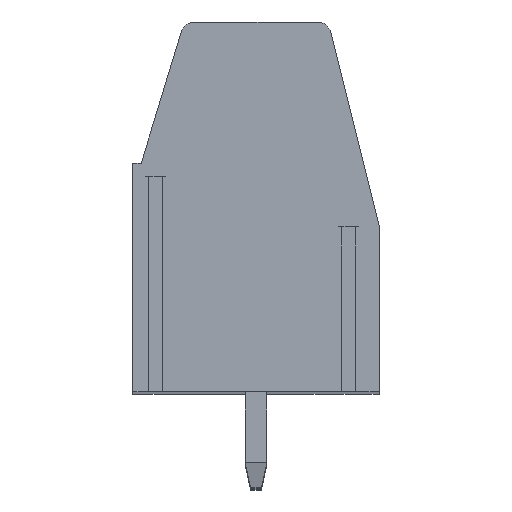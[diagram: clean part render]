
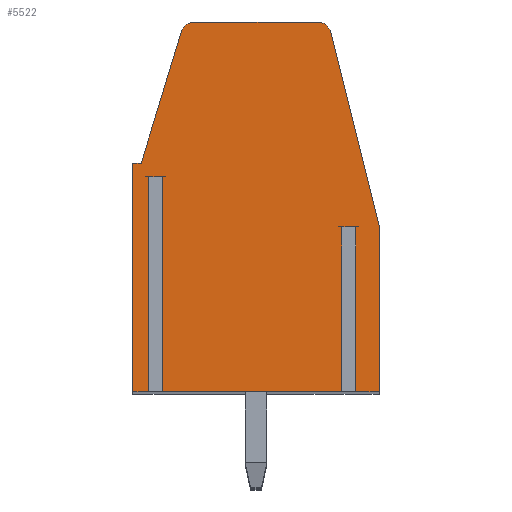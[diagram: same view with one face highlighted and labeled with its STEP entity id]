
A CAD part, top view. The second image highlights one B-rep face of the part: STEP entity #5522.
In plain terms, the highlighted planar face has unit normal (0, 0, 1).
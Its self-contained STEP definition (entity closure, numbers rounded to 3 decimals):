
#13=DIRECTION('',(-1.,0.,0.));
#14=VECTOR('',#13,0.503);
#15=CARTESIAN_POINT('',(-3.413,1.1,48.26));
#16=LINE('',#15,#14);
#17=DIRECTION('',(0.,1.,0.));
#18=VECTOR('',#17,7.85);
#19=CARTESIAN_POINT('',(-3.917,-6.75,48.26));
#20=LINE('',#19,#18);
#21=DIRECTION('',(1.,0.,0.));
#22=VECTOR('',#21,0.583);
#23=CARTESIAN_POINT('',(-4.5,-6.75,48.26));
#24=LINE('',#23,#22);
#25=DIRECTION('',(0.,-1.,0.));
#26=VECTOR('',#25,8.35);
#27=CARTESIAN_POINT('',(-4.5,1.6,48.26));
#28=LINE('',#27,#26);
#29=DIRECTION('',(-1.,0.,0.));
#30=VECTOR('',#29,0.31);
#31=CARTESIAN_POINT('',(-4.19,1.6,48.26));
#32=LINE('',#31,#30);
#33=DIRECTION('',(-0.292,-0.956,0.));
#34=VECTOR('',#33,5.015);
#35=CARTESIAN_POINT('',(-2.723,6.396,48.26));
#36=LINE('',#35,#34);
#37=CARTESIAN_POINT('',(-2.245,6.25,48.26));
#38=DIRECTION('',(0.,0.,1.));
#39=DIRECTION('',(0.,1.,0.));
#40=AXIS2_PLACEMENT_3D('',#37,#38,#39);
#42=DIRECTION('',(-1.,0.,0.));
#43=VECTOR('',#42,4.489);
#44=CARTESIAN_POINT('',(2.244,6.75,48.26));
#45=LINE('',#44,#43);
#46=CARTESIAN_POINT('',(2.244,6.25,48.26));
#47=DIRECTION('',(0.,0.,1.));
#48=DIRECTION('',(0.97,0.242,0.));
#49=AXIS2_PLACEMENT_3D('',#46,#47,#48);
#51=DIRECTION('',(-0.242,0.97,0.));
#52=VECTOR('',#51,7.318);
#53=CARTESIAN_POINT('',(4.5,-0.73,48.26));
#54=LINE('',#53,#52);
#55=DIRECTION('',(0.,1.,0.));
#56=VECTOR('',#55,6.02);
#57=CARTESIAN_POINT('',(4.5,-6.75,48.26));
#58=LINE('',#57,#56);
#59=DIRECTION('',(1.,0.,0.));
#60=VECTOR('',#59,0.863);
#61=CARTESIAN_POINT('',(3.637,-6.75,48.26));
#62=LINE('',#61,#60);
#63=DIRECTION('',(0.,1.,0.));
#64=VECTOR('',#63,6.02);
#65=CARTESIAN_POINT('',(3.637,-6.75,48.26));
#66=LINE('',#65,#64);
#67=DIRECTION('',(-1.,0.,0.));
#68=VECTOR('',#67,0.503);
#69=CARTESIAN_POINT('',(3.637,-0.73,48.26));
#70=LINE('',#69,#68);
#71=DIRECTION('',(0.,1.,0.));
#72=VECTOR('',#71,6.02);
#73=CARTESIAN_POINT('',(3.133,-6.75,48.26));
#74=LINE('',#73,#72);
#75=DIRECTION('',(1.,0.,0.));
#76=VECTOR('',#75,6.547);
#77=CARTESIAN_POINT('',(-3.413,-6.75,48.26));
#78=LINE('',#77,#76);
#79=DIRECTION('',(0.,1.,0.));
#80=VECTOR('',#79,7.85);
#81=CARTESIAN_POINT('',(-3.413,-6.75,48.26));
#82=LINE('',#81,#80);
#4309=CARTESIAN_POINT('',(4.5,-6.75,48.26));
#4310=CARTESIAN_POINT('',(4.5,-0.73,48.26));
#4311=VERTEX_POINT('',#4309);
#4312=VERTEX_POINT('',#4310);
#4313=CARTESIAN_POINT('',(2.73,6.371,48.26));
#4314=VERTEX_POINT('',#4313);
#4315=CARTESIAN_POINT('',(2.244,6.75,48.26));
#4316=VERTEX_POINT('',#4315);
#4317=CARTESIAN_POINT('',(-2.245,6.75,48.26));
#4318=VERTEX_POINT('',#4317);
#4319=CARTESIAN_POINT('',(-2.723,6.396,48.26));
#4320=VERTEX_POINT('',#4319);
#4321=CARTESIAN_POINT('',(-4.19,1.6,48.26));
#4322=VERTEX_POINT('',#4321);
#4323=CARTESIAN_POINT('',(-4.5,1.6,48.26));
#4324=VERTEX_POINT('',#4323);
#4325=CARTESIAN_POINT('',(-4.5,-6.75,48.26));
#4326=VERTEX_POINT('',#4325);
#4401=CARTESIAN_POINT('',(3.637,-0.73,48.26));
#4402=CARTESIAN_POINT('',(3.133,-0.73,48.26));
#4403=VERTEX_POINT('',#4401);
#4404=VERTEX_POINT('',#4402);
#4405=CARTESIAN_POINT('',(3.133,-6.75,48.26));
#4406=VERTEX_POINT('',#4405);
#4407=CARTESIAN_POINT('',(3.637,-6.75,48.26));
#4408=VERTEX_POINT('',#4407);
#4425=CARTESIAN_POINT('',(-3.413,1.1,48.26));
#4426=CARTESIAN_POINT('',(-3.917,1.1,48.26));
#4427=VERTEX_POINT('',#4425);
#4428=VERTEX_POINT('',#4426);
#4429=CARTESIAN_POINT('',(-3.413,-6.75,48.26));
#4430=VERTEX_POINT('',#4429);
#4431=CARTESIAN_POINT('',(-3.917,-6.75,48.26));
#4432=VERTEX_POINT('',#4431);
#5481=CARTESIAN_POINT('',(0.,0.,48.26));
#5482=DIRECTION('',(0.,0.,1.));
#5483=DIRECTION('',(1.,0.,0.));
#5484=AXIS2_PLACEMENT_3D('',#5481,#5482,#5483);
#5485=PLANE('',#5484);
#5487=ORIENTED_EDGE('',*,*,#5486,.T.);
#5489=ORIENTED_EDGE('',*,*,#5488,.F.);
#5491=ORIENTED_EDGE('',*,*,#5490,.F.);
#5493=ORIENTED_EDGE('',*,*,#5492,.F.);
#5495=ORIENTED_EDGE('',*,*,#5494,.F.);
#5497=ORIENTED_EDGE('',*,*,#5496,.F.);
#5499=ORIENTED_EDGE('',*,*,#5498,.F.);
#5501=ORIENTED_EDGE('',*,*,#5500,.F.);
#5503=ORIENTED_EDGE('',*,*,#5502,.F.);
#5505=ORIENTED_EDGE('',*,*,#5504,.F.);
#5507=ORIENTED_EDGE('',*,*,#5506,.F.);
#5509=ORIENTED_EDGE('',*,*,#5508,.F.);
#5511=ORIENTED_EDGE('',*,*,#5510,.T.);
#5513=ORIENTED_EDGE('',*,*,#5512,.T.);
#5515=ORIENTED_EDGE('',*,*,#5514,.F.);
#5517=ORIENTED_EDGE('',*,*,#5516,.F.);
#5519=ORIENTED_EDGE('',*,*,#5518,.T.);
#5520=EDGE_LOOP('',(#5487,#5489,#5491,#5493,#5495,#5497,#5499,#5501,#5503,#5505,
#5507,#5509,#5511,#5513,#5515,#5517,#5519));
#5521=FACE_OUTER_BOUND('',#5520,.F.);
#41=CIRCLE('',#40,0.5);
#50=CIRCLE('',#49,0.5);
#5486=EDGE_CURVE('',#4427,#4428,#16,.T.);
#5488=EDGE_CURVE('',#4432,#4428,#20,.T.);
#5490=EDGE_CURVE('',#4326,#4432,#24,.T.);
#5492=EDGE_CURVE('',#4324,#4326,#28,.T.);
#5494=EDGE_CURVE('',#4322,#4324,#32,.T.);
#5496=EDGE_CURVE('',#4320,#4322,#36,.T.);
#5498=EDGE_CURVE('',#4318,#4320,#41,.T.);
#5500=EDGE_CURVE('',#4316,#4318,#45,.T.);
#5502=EDGE_CURVE('',#4314,#4316,#50,.T.);
#5504=EDGE_CURVE('',#4312,#4314,#54,.T.);
#5506=EDGE_CURVE('',#4311,#4312,#58,.T.);
#5508=EDGE_CURVE('',#4408,#4311,#62,.T.);
#5510=EDGE_CURVE('',#4408,#4403,#66,.T.);
#5512=EDGE_CURVE('',#4403,#4404,#70,.T.);
#5514=EDGE_CURVE('',#4406,#4404,#74,.T.);
#5516=EDGE_CURVE('',#4430,#4406,#78,.T.);
#5518=EDGE_CURVE('',#4430,#4427,#82,.T.);
#5522=ADVANCED_FACE('',(#5521),#5485,.T.);
